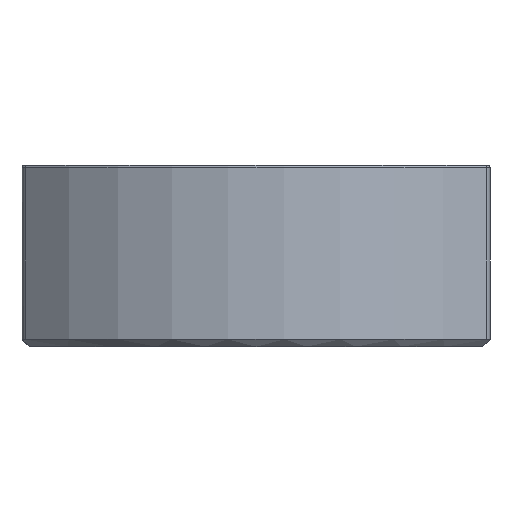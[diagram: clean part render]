
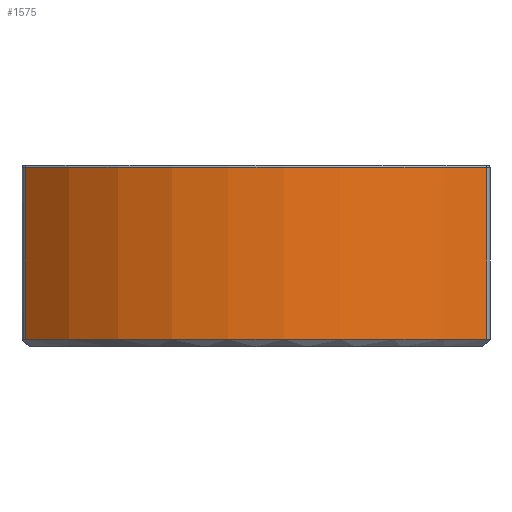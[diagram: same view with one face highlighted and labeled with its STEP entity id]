
A CAD part, front view. The second image highlights one B-rep face of the part: STEP entity #1575.
In plain terms, the highlighted cylindrical face has radius 45 mm (diameter 90 mm), a partial arc.
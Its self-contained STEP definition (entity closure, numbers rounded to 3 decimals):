
#13 = DIRECTION ( 'NONE',  ( 0., 0., 1. ) ) ;
#16 = DIRECTION ( 'NONE',  ( 0., 0., 1. ) ) ;
#228 = CARTESIAN_POINT ( 'NONE',  ( 31.81, -31.829, -24. ) ) ;
#693 = ORIENTED_EDGE ( 'NONE', *, *, #1670, .T. ) ;
#703 = VERTEX_POINT ( 'NONE', #3022 ) ;
#712 = EDGE_LOOP ( 'NONE', ( #1175, #782, #953, #693 ) ) ;
#728 = AXIS2_PLACEMENT_3D ( 'NONE', #2231, #2265, #2280 ) ;
#782 = ORIENTED_EDGE ( 'NONE', *, *, #1813, .T. ) ;
#797 = AXIS2_PLACEMENT_3D ( 'NONE', #2593, #1041, #2583 ) ;
#837 = CARTESIAN_POINT ( 'NONE',  ( -31.81, -31.829, -25. ) ) ;
#884 = AXIS2_PLACEMENT_3D ( 'NONE', #2723, #16, #2433 ) ;
#946 = VERTEX_POINT ( 'NONE', #2100 ) ;
#953 = ORIENTED_EDGE ( 'NONE', *, *, #1772, .T. ) ;
#1041 = DIRECTION ( 'NONE',  ( 0., 0., 1. ) ) ;
#1171 = DIRECTION ( 'NONE',  ( 0., 0., -1. ) ) ;
#1175 = ORIENTED_EDGE ( 'NONE', *, *, #1851, .T. ) ;
#1236 = VERTEX_POINT ( 'NONE', #2687 ) ;
#1575 = ADVANCED_FACE ( 'NONE', ( #2396 ), #2341, .T. ) ;
#1670 = EDGE_CURVE ( 'NONE', #946, #2456, #2428, .T. ) ;
#1772 = EDGE_CURVE ( 'NONE', #1236, #946, #2511, .T. ) ;
#1813 = EDGE_CURVE ( 'NONE', #703, #1236, #2559, .T. ) ;
#1851 = EDGE_CURVE ( 'NONE', #2456, #703, #2617, .T. ) ;
#2100 = CARTESIAN_POINT ( 'NONE',  ( -31.81, -31.829, -24. ) ) ;
#2231 = CARTESIAN_POINT ( 'NONE',  ( 0., 0., -0.3 ) ) ;
#2265 = DIRECTION ( 'NONE',  ( 0., 0., -1. ) ) ;
#2280 = DIRECTION ( 'NONE',  ( 1., 0., 0. ) ) ;
#2341 = CYLINDRICAL_SURFACE ( 'NONE', #884, 45. ) ;
#2396 = FACE_OUTER_BOUND ( 'NONE', #712, .T. ) ;
#2428 = CIRCLE ( 'NONE', #797, 45. ) ;
#2433 = DIRECTION ( 'NONE',  ( 1., 0., 0. ) ) ;
#2456 = VERTEX_POINT ( 'NONE', #228 ) ;
#2504 = VECTOR ( 'NONE', #1171, 1000. ) ;
#2511 = LINE ( 'NONE', #837, #2504 ) ;
#2559 = CIRCLE ( 'NONE', #728, 45. ) ;
#2583 = DIRECTION ( 'NONE',  ( 1., 0., 0. ) ) ;
#2593 = CARTESIAN_POINT ( 'NONE',  ( 0., 0., -24. ) ) ;
#2617 = LINE ( 'NONE', #2887, #2630 ) ;
#2630 = VECTOR ( 'NONE', #13, 1000. ) ;
#2687 = CARTESIAN_POINT ( 'NONE',  ( -31.81, -31.829, -0.3 ) ) ;
#2723 = CARTESIAN_POINT ( 'NONE',  ( 0., 0., -25. ) ) ;
#2887 = CARTESIAN_POINT ( 'NONE',  ( 31.81, -31.829, -25. ) ) ;
#3022 = CARTESIAN_POINT ( 'NONE',  ( 31.81, -31.829, -0.3 ) ) ;
